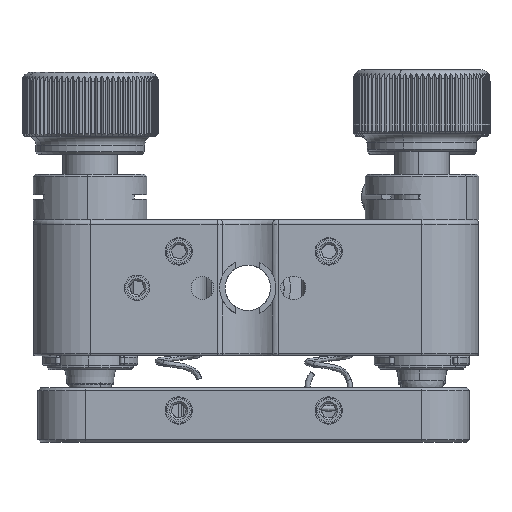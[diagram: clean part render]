
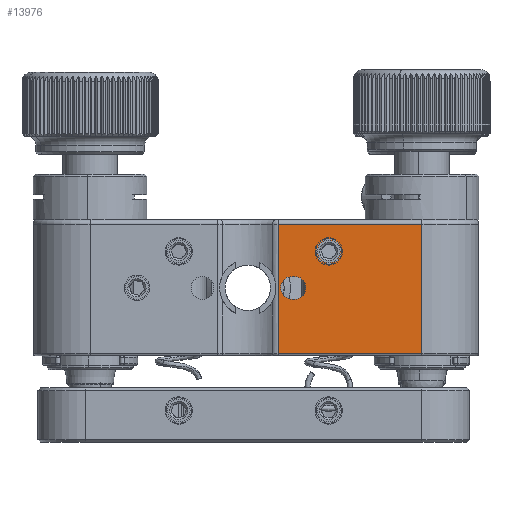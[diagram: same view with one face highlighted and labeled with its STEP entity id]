
A CAD part, front view. The second image highlights one B-rep face of the part: STEP entity #13976.
In plain terms, the highlighted planar face has unit normal (0, -1, 0).
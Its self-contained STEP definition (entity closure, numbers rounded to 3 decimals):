
#2 = EDGE_CURVE ( 'NONE', #29379, #17807, #10415, .T. ) ;
#170 = EDGE_LOOP ( 'NONE', ( #48085, #51076, #13158, #33143, #34689 ) ) ;
#775 = EDGE_CURVE ( 'NONE', #6381, #41738, #40979, .T. ) ;
#1116 = FACE_BOUND ( 'NONE', #23534, .T. ) ;
#1298 = EDGE_CURVE ( 'NONE', #10608, #45625, #2702, .T. ) ;
#1478 = EDGE_CURVE ( 'NONE', #44379, #38604, #30182, .T. ) ;
#2158 = DIRECTION ( 'NONE',  ( -1., 0., 0. ) ) ;
#2702 = CIRCLE ( 'NONE', #49070, 1.25 ) ;
#3485 = CARTESIAN_POINT ( 'NONE',  ( 4.225, -24.5, 0. ) ) ;
#4004 = EDGE_CURVE ( 'NONE', #46518, #32404, #15005, .T. ) ;
#4600 = DIRECTION ( 'NONE',  ( 0., 1., 0. ) ) ;
#4898 = CARTESIAN_POINT ( 'NONE',  ( -24.5, -24.5, -7.2 ) ) ;
#5838 = DIRECTION ( 'NONE',  ( 0., 1., 0. ) ) ;
#6381 = VERTEX_POINT ( 'NONE', #32719 ) ;
#8917 = VECTOR ( 'NONE', #53844, 1000. ) ;
#9098 = LINE ( 'NONE', #4898, #44506 ) ;
#9478 = PLANE ( 'NONE',  #21216 ) ;
#10415 = LINE ( 'NONE', #27425, #27544 ) ;
#10608 = VERTEX_POINT ( 'NONE', #23234 ) ;
#10626 = CARTESIAN_POINT ( 'NONE',  ( 4.225, -24.5, 1.25 ) ) ;
#11057 = EDGE_LOOP ( 'NONE', ( #25675, #35850, #46451, #24488 ) ) ;
#11071 = EDGE_CURVE ( 'NONE', #17807, #44379, #9098, .T. ) ;
#11430 = DIRECTION ( 'NONE',  ( 0., -1., 0. ) ) ;
#12253 = ORIENTED_EDGE ( 'NONE', *, *, #1298, .F. ) ;
#13158 = ORIENTED_EDGE ( 'NONE', *, *, #4004, .T. ) ;
#13976 = ADVANCED_FACE ( 'NONE', ( #1116, #51953, #35992 ), #9478, .F. ) ;
#15005 = CIRCLE ( 'NONE', #51591, 1.25 ) ;
#17796 = CIRCLE ( 'NONE', #39994, 1.25 ) ;
#17807 = VERTEX_POINT ( 'NONE', #38775 ) ;
#17816 = AXIS2_PLACEMENT_3D ( 'NONE', #49695, #11430, #31813 ) ;
#17874 = VECTOR ( 'NONE', #42767, 1000. ) ;
#18671 = DIRECTION ( 'NONE',  ( 0., 0., 1. ) ) ;
#19482 = EDGE_CURVE ( 'NONE', #45625, #10608, #41895, .T. ) ;
#20465 = VERTEX_POINT ( 'NONE', #41001 ) ;
#20506 = VECTOR ( 'NONE', #31525, 1000. ) ;
#21216 = AXIS2_PLACEMENT_3D ( 'NONE', #43539, #5838, #18671 ) ;
#23234 = CARTESIAN_POINT ( 'NONE',  ( 8., -24.5, 5.25 ) ) ;
#23311 = EDGE_CURVE ( 'NONE', #38604, #29379, #40144, .T. ) ;
#23366 = CARTESIAN_POINT ( 'NONE',  ( 2.476, -24.5, 7. ) ) ;
#23534 = EDGE_LOOP ( 'NONE', ( #37578, #12253 ) ) ;
#24062 = DIRECTION ( 'NONE',  ( 0., 0., -1. ) ) ;
#24263 = DIRECTION ( 'NONE',  ( 0., 1., 0. ) ) ;
#24404 = CARTESIAN_POINT ( 'NONE',  ( 18.25, -24.5, -7.2 ) ) ;
#24488 = ORIENTED_EDGE ( 'NONE', *, *, #23311, .T. ) ;
#25675 = ORIENTED_EDGE ( 'NONE', *, *, #2, .T. ) ;
#25719 = CARTESIAN_POINT ( 'NONE',  ( 18.25, -24.5, 7.5 ) ) ;
#26457 = CARTESIAN_POINT ( 'NONE',  ( 8., -24.5, 2.75 ) ) ;
#27425 = CARTESIAN_POINT ( 'NONE',  ( 2.476, -24.5, 7.5 ) ) ;
#27544 = VECTOR ( 'NONE', #32450, 1000. ) ;
#28135 = CARTESIAN_POINT ( 'NONE',  ( 3.975, -24.5, 1.25 ) ) ;
#28435 = CARTESIAN_POINT ( 'NONE',  ( 3.975, -24.5, 0. ) ) ;
#29064 = CARTESIAN_POINT ( 'NONE',  ( 8., -24.5, 4. ) ) ;
#29379 = VERTEX_POINT ( 'NONE', #45549 ) ;
#29905 = CARTESIAN_POINT ( 'NONE',  ( 5.475, -24.5, 0. ) ) ;
#29991 = DIRECTION ( 'NONE',  ( 0., 0., -1. ) ) ;
#30182 = LINE ( 'NONE', #25719, #17874 ) ;
#31525 = DIRECTION ( 'NONE',  ( 1., 0., 0. ) ) ;
#31813 = DIRECTION ( 'NONE',  ( 0., 0., -1. ) ) ;
#32027 = CARTESIAN_POINT ( 'NONE',  ( 3.975, -24.5, -1.25 ) ) ;
#32345 = LINE ( 'NONE', #28135, #20506 ) ;
#32404 = VERTEX_POINT ( 'NONE', #29905 ) ;
#32450 = DIRECTION ( 'NONE',  ( 0., 0., -1. ) ) ;
#32719 = CARTESIAN_POINT ( 'NONE',  ( 4.225, -24.5, -1.25 ) ) ;
#33143 = ORIENTED_EDGE ( 'NONE', *, *, #39698, .T. ) ;
#34689 = ORIENTED_EDGE ( 'NONE', *, *, #775, .T. ) ;
#35850 = ORIENTED_EDGE ( 'NONE', *, *, #11071, .T. ) ;
#35992 = FACE_BOUND ( 'NONE', #170, .T. ) ;
#36907 = CARTESIAN_POINT ( 'NONE',  ( 3.975, -24.5, -1.25 ) ) ;
#37578 = ORIENTED_EDGE ( 'NONE', *, *, #19482, .F. ) ;
#38604 = VERTEX_POINT ( 'NONE', #40595 ) ;
#38775 = CARTESIAN_POINT ( 'NONE',  ( 2.476, -24.5, -7.2 ) ) ;
#39692 = AXIS2_PLACEMENT_3D ( 'NONE', #3485, #4600, #29991 ) ;
#39698 = EDGE_CURVE ( 'NONE', #32404, #6381, #48629, .T. ) ;
#39994 = AXIS2_PLACEMENT_3D ( 'NONE', #28435, #24263, #50525 ) ;
#40144 = LINE ( 'NONE', #23366, #44301 ) ;
#40595 = CARTESIAN_POINT ( 'NONE',  ( 18.25, -24.5, 7. ) ) ;
#40979 = LINE ( 'NONE', #32027, #8917 ) ;
#41001 = CARTESIAN_POINT ( 'NONE',  ( 3.975, -24.5, 1.25 ) ) ;
#41117 = DIRECTION ( 'NONE',  ( 0., 1., 0. ) ) ;
#41130 = DIRECTION ( 'NONE',  ( 0., 0., -1. ) ) ;
#41738 = VERTEX_POINT ( 'NONE', #36907 ) ;
#41895 = CIRCLE ( 'NONE', #17816, 1.25 ) ;
#42332 = DIRECTION ( 'NONE',  ( 1., 0., 0. ) ) ;
#42767 = DIRECTION ( 'NONE',  ( 0., 0., 1. ) ) ;
#43539 = CARTESIAN_POINT ( 'NONE',  ( -24.5, -24.5, 7.5 ) ) ;
#44301 = VECTOR ( 'NONE', #2158, 1000. ) ;
#44379 = VERTEX_POINT ( 'NONE', #24404 ) ;
#44506 = VECTOR ( 'NONE', #42332, 1000. ) ;
#45549 = CARTESIAN_POINT ( 'NONE',  ( 2.476, -24.5, 7. ) ) ;
#45625 = VERTEX_POINT ( 'NONE', #26457 ) ;
#46126 = DIRECTION ( 'NONE',  ( 0., -1., 0. ) ) ;
#46451 = ORIENTED_EDGE ( 'NONE', *, *, #1478, .T. ) ;
#46518 = VERTEX_POINT ( 'NONE', #10626 ) ;
#46722 = EDGE_CURVE ( 'NONE', #41738, #20465, #17796, .T. ) ;
#47714 = EDGE_CURVE ( 'NONE', #20465, #46518, #32345, .T. ) ;
#48085 = ORIENTED_EDGE ( 'NONE', *, *, #46722, .T. ) ;
#48629 = CIRCLE ( 'NONE', #39692, 1.25 ) ;
#48953 = CARTESIAN_POINT ( 'NONE',  ( 4.225, -24.5, 0. ) ) ;
#49070 = AXIS2_PLACEMENT_3D ( 'NONE', #29064, #46126, #41130 ) ;
#49695 = CARTESIAN_POINT ( 'NONE',  ( 8., -24.5, 4. ) ) ;
#50525 = DIRECTION ( 'NONE',  ( 0., 0., -1. ) ) ;
#51076 = ORIENTED_EDGE ( 'NONE', *, *, #47714, .T. ) ;
#51591 = AXIS2_PLACEMENT_3D ( 'NONE', #48953, #41117, #24062 ) ;
#51953 = FACE_OUTER_BOUND ( 'NONE', #11057, .T. ) ;
#53844 = DIRECTION ( 'NONE',  ( -1., 0., 0. ) ) ;
